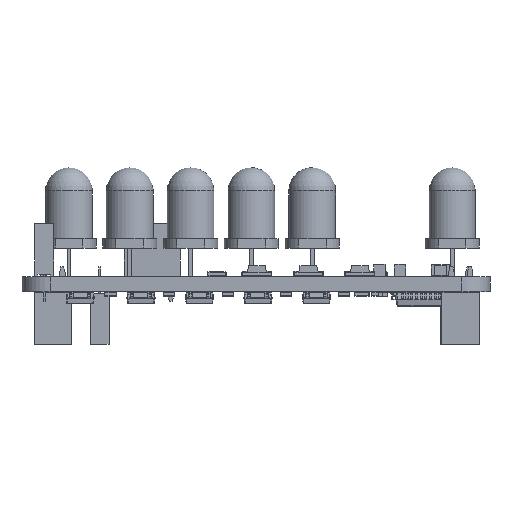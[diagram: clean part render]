
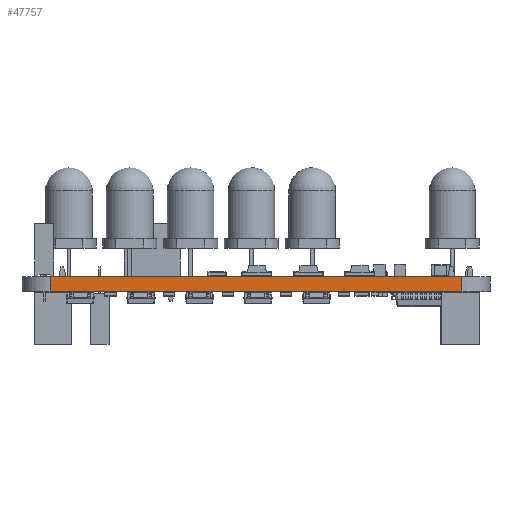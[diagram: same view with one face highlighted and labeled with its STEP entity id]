
A CAD part, left-side view. The second image highlights one B-rep face of the part: STEP entity #47757.
In plain terms, the highlighted planar face has unit normal (-1, 0, 0).
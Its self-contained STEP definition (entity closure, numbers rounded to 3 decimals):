
#44590 = VERTEX_POINT('',#44591);
#44591 = CARTESIAN_POINT('',(176.625,-50.,0.));
#44598 = EDGE_CURVE('',#44599,#44590,#44601,.T.);
#44599 = VERTEX_POINT('',#44600);
#44600 = CARTESIAN_POINT('',(176.625,-94.,0.));
#44601 = LINE('',#44602,#44603);
#44602 = CARTESIAN_POINT('',(176.625,-94.,0.));
#44603 = VECTOR('',#44604,1.);
#44604 = DIRECTION('',(0.,1.,0.));
#46160 = VERTEX_POINT('',#46161);
#46161 = CARTESIAN_POINT('',(176.625,-50.,1.6));
#46168 = EDGE_CURVE('',#46169,#46160,#46171,.T.);
#46169 = VERTEX_POINT('',#46170);
#46170 = CARTESIAN_POINT('',(176.625,-94.,1.6));
#46171 = LINE('',#46172,#46173);
#46172 = CARTESIAN_POINT('',(176.625,-94.,1.6));
#46173 = VECTOR('',#46174,1.);
#46174 = DIRECTION('',(0.,1.,0.));
#47727 = EDGE_CURVE('',#44590,#46160,#47728,.T.);
#47728 = LINE('',#47729,#47730);
#47729 = CARTESIAN_POINT('',(176.625,-50.,0.));
#47730 = VECTOR('',#47731,1.);
#47731 = DIRECTION('',(0.,0.,1.));
#47757 = ADVANCED_FACE('',(#47758),#47769,.T.);
#47758 = FACE_BOUND('',#47759,.T.);
#47759 = EDGE_LOOP('',(#47760,#47766,#47767,#47768));
#47760 = ORIENTED_EDGE('',*,*,#47761,.T.);
#47761 = EDGE_CURVE('',#44599,#46169,#47762,.T.);
#47762 = LINE('',#47763,#47764);
#47763 = CARTESIAN_POINT('',(176.625,-94.,0.));
#47764 = VECTOR('',#47765,1.);
#47765 = DIRECTION('',(0.,0.,1.));
#47766 = ORIENTED_EDGE('',*,*,#46168,.T.);
#47767 = ORIENTED_EDGE('',*,*,#47727,.F.);
#47768 = ORIENTED_EDGE('',*,*,#44598,.F.);
#47769 = PLANE('',#47770);
#47770 = AXIS2_PLACEMENT_3D('',#47771,#47772,#47773);
#47771 = CARTESIAN_POINT('',(176.625,-94.,0.));
#47772 = DIRECTION('',(-1.,0.,0.));
#47773 = DIRECTION('',(0.,1.,0.));
